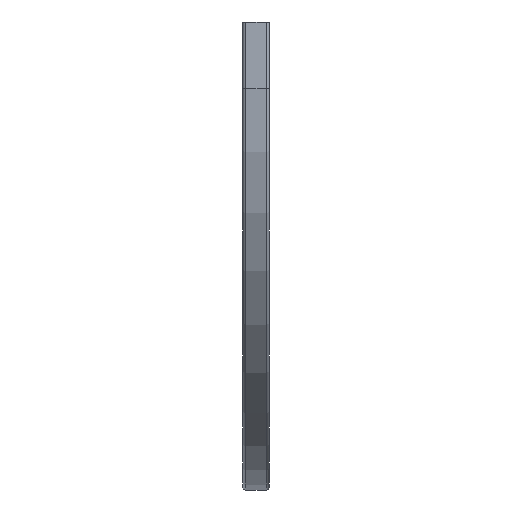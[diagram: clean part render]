
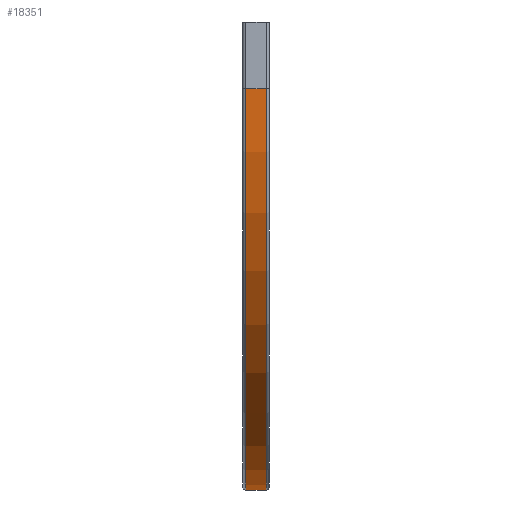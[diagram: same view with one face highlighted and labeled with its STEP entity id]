
A CAD part, left-side view. The second image highlights one B-rep face of the part: STEP entity #18351.
In plain terms, the highlighted cylindrical face has radius 900 mm (diameter 1800 mm), a partial arc.
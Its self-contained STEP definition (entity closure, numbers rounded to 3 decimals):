
#34 = EDGE_CURVE ( 'NONE', #332, #13319, #6297, .T. ) ;
#332 = VERTEX_POINT ( 'NONE', #4909 ) ;
#357 = VECTOR ( 'NONE', #6421, 1000. ) ;
#1000 = AXIS2_PLACEMENT_3D ( 'NONE', #9838, #9848, #9790 ) ;
#1026 = CARTESIAN_POINT ( 'NONE',  ( -585., 6.791, -150. ) ) ;
#1078 = DIRECTION ( 'NONE',  ( 0., 1., 0. ) ) ;
#1395 = CARTESIAN_POINT ( 'NONE',  ( -585., 22.5, -150. ) ) ;
#1764 = LINE ( 'NONE', #1026, #16424 ) ;
#1959 = EDGE_CURVE ( 'NONE', #9753, #3569, #13590, .T. ) ;
#3238 = EDGE_CURVE ( 'NONE', #3569, #13319, #1764, .T. ) ;
#3569 = VERTEX_POINT ( 'NONE', #9464 ) ;
#4909 = CARTESIAN_POINT ( 'NONE',  ( 315., 22.5, -1050. ) ) ;
#6297 = CIRCLE ( 'NONE', #1000, 900. ) ;
#6421 = DIRECTION ( 'NONE',  ( 0., 1., 0. ) ) ;
#7501 = CARTESIAN_POINT ( 'NONE',  ( 315., 0., -150. ) ) ;
#9464 = CARTESIAN_POINT ( 'NONE',  ( -585., -22.5, -150. ) ) ;
#9753 = VERTEX_POINT ( 'NONE', #21131 ) ;
#9790 = DIRECTION ( 'NONE',  ( 1., 0., 0. ) ) ;
#9838 = CARTESIAN_POINT ( 'NONE',  ( 315., 22.5, -150. ) ) ;
#9848 = DIRECTION ( 'NONE',  ( 0., 1., 0. ) ) ;
#10157 = CYLINDRICAL_SURFACE ( 'NONE', #10778, 900. ) ;
#10778 = AXIS2_PLACEMENT_3D ( 'NONE', #7501, #24363, #13237 ) ;
#13237 = DIRECTION ( 'NONE',  ( 1., 0., 0. ) ) ;
#13319 = VERTEX_POINT ( 'NONE', #1395 ) ;
#13590 = CIRCLE ( 'NONE', #17322, 900. ) ;
#13950 = CARTESIAN_POINT ( 'NONE',  ( 315., 6.791, -1050. ) ) ;
#14385 = ORIENTED_EDGE ( 'NONE', *, *, #34, .F. ) ;
#14409 = ORIENTED_EDGE ( 'NONE', *, *, #3238, .T. ) ;
#14435 = ORIENTED_EDGE ( 'NONE', *, *, #1959, .T. ) ;
#15281 = ORIENTED_EDGE ( 'NONE', *, *, #24238, .F. ) ;
#15610 = LINE ( 'NONE', #13950, #357 ) ;
#16424 = VECTOR ( 'NONE', #1078, 1000. ) ;
#17322 = AXIS2_PLACEMENT_3D ( 'NONE', #21592, #21615, #21653 ) ;
#18351 = ADVANCED_FACE ( 'NONE', ( #20173 ), #10157, .T. ) ;
#18824 = EDGE_LOOP ( 'NONE', ( #15281, #14435, #14409, #14385 ) ) ;
#20173 = FACE_OUTER_BOUND ( 'NONE', #18824, .T. ) ;
#21131 = CARTESIAN_POINT ( 'NONE',  ( 315., -22.5, -1050. ) ) ;
#21592 = CARTESIAN_POINT ( 'NONE',  ( 315., -22.5, -150. ) ) ;
#21615 = DIRECTION ( 'NONE',  ( 0., 1., 0. ) ) ;
#21653 = DIRECTION ( 'NONE',  ( 1., 0., 0. ) ) ;
#24238 = EDGE_CURVE ( 'NONE', #9753, #332, #15610, .T. ) ;
#24363 = DIRECTION ( 'NONE',  ( 0., 1., 0. ) ) ;
